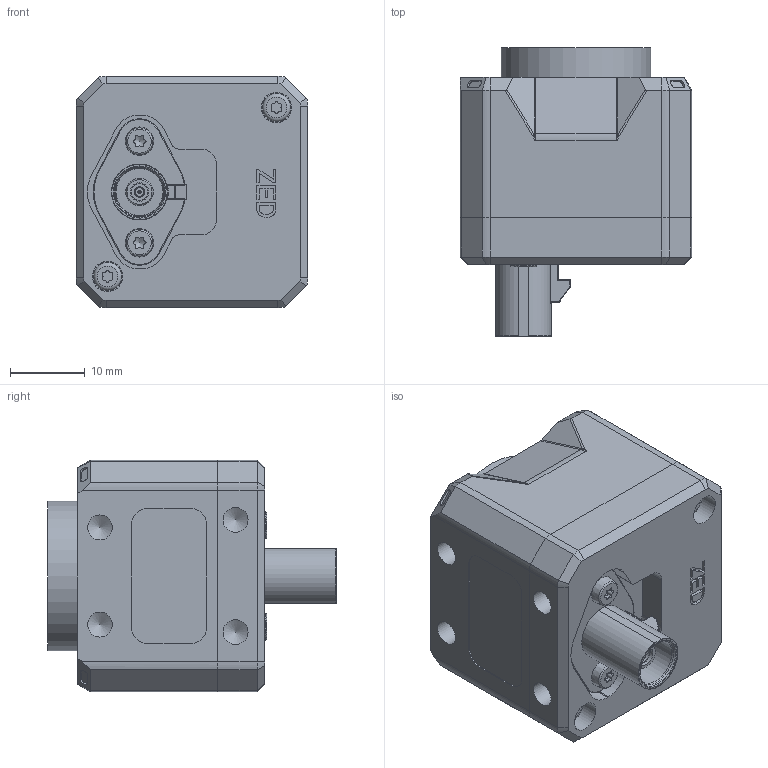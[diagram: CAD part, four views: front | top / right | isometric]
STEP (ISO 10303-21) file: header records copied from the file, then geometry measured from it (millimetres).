
FILE_DESCRIPTION(/* description */ (''),/* implementation_level */ '2;1');
FILE_NAME(/* name */ '[ZEDX One] ZEDX One without lens.step',/* time_stamp */ '2024-02-05T10:40:13+01:00',/* author */ (''),/* organization */ (''),/* preprocessor_version */ 'ST-DEVELOPER v20',/* originating_system */ 'Autodesk Translation Framework v12.14.0.127',/* authorisation */ '');
FILE_SCHEMA (('AUTOMOTIVE_DESIGN { 1 0 10303 214 3 1 1 }'));
Length unit declared in the file: millimetre
Products named in the file (6): [ZED One S-Mount] ZED One EVT_prt; [ZED One S-Mount] Upper Case EVT_prt; [Zed One S-Mount] Lower Case EVT; ZED-XG120-ASM_SMB-JACK-TO-FAKRA-PLUG-ADAPTER; Stainless screw M2x5; Vis tête plate M2x5
Assembly tree (7 placements, depth 2):
  [ZED One S-Mount] ZED One EVT_prt
    [ZED One S-Mount] Upper Case EVT_prt
    [Zed One S-Mount] Lower Case EVT
    ZED-XG120-ASM_SMB-JACK-TO-FAKRA-PLUG-ADAPTER
    Stainless screw M2x5  x2
    Vis tête plate M2x5  x2
Bounding box: 31 x 38.63 x 31 mm (x, y, z)
Volume: 22662.7 mm3; surface area: 10048 mm2
Topology: 11 solids, 11 shells, 676 faces, 1790 edges, 1168 vertices
Faces by surface type: plane 271, cylinder 243, cone 69, bspline 55, torus 34, sphere 4
Full cylindrical faces by diameter (mm): 0.5 x1, 0.55 x1, 1.2 x1, 1.623 x6, 1.933 x4, 2.03 x1, 2.2 x1, 2.4 x2, 2.45 x1, 2.5 x2, 2.95 x2, 3 x1, 3.332 x4, 3.685 x1, 3.75 x2, 3.8 x1, 3.9 x2, 4 x2, 4.05 x2, 4.35 x1, 5.3 x1, 5.4 x1, 6.2 x1, 6.3 x1, 6.6 x1, 9.6 x1, 11.529 x11, 12.096 x11, 17 x1, 20 x1
Entity records: 24371 total; most frequent: CARTESIAN_POINT 8952, ORIENTED_EDGE 3288, DIRECTION 3081, EDGE_CURVE 1644, AXIS2_PLACEMENT_3D 1109, VERTEX_POINT 1080, LINE 863, VECTOR 863
